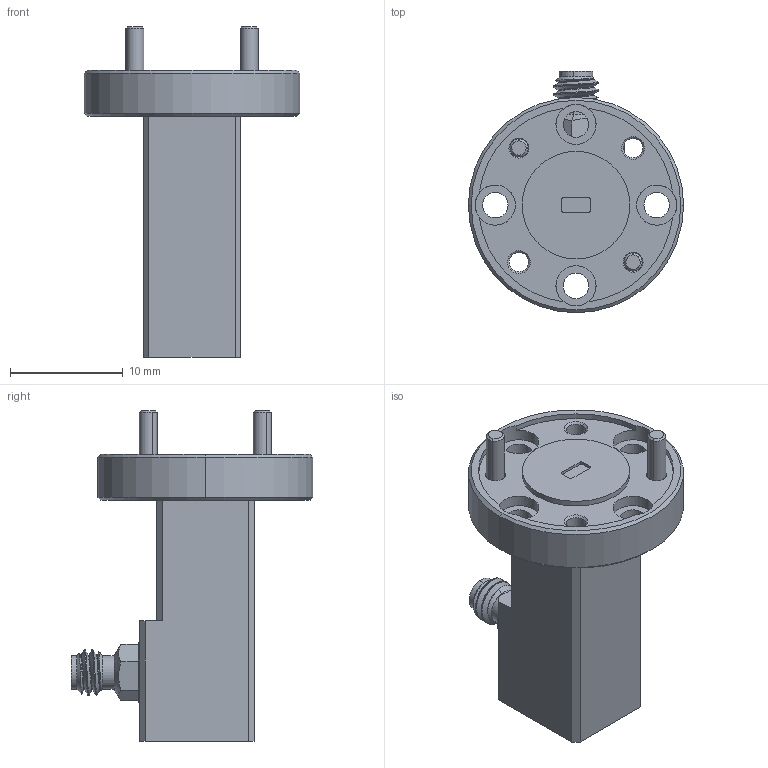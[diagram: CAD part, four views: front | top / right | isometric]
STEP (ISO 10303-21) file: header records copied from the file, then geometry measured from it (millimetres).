
FILE_DESCRIPTION (( 'STEP AP214' ), '1' );
FILE_NAME ('WC-WR-A, Female Defeatured2.STEP', '2022-12-15T01:01:24', ( '' ), ( '' ), 'SwSTEP 2.0', 'SolidWorks 2021', '' );
FILE_SCHEMA (( 'AUTOMOTIVE_DESIGN' ));
Length unit declared in the file: inch
Products named in the file (1): WC-WR-A, Female Defeatured2
Bounding box: 19.05 x 21.41 x 29.27 mm (x, y, z)
Volume: 2770.1 mm3; surface area: 1933.1 mm2
Topology: 3 solids, 3 shells, 155 faces, 387 edges, 248 vertices
Faces by surface type: cylinder 67, plane 46, cone 34, bspline 8
Entity records: 6711 total; most frequent: CARTESIAN_POINT 2963, ORIENTED_EDGE 774, DIRECTION 772, EDGE_CURVE 387, AXIS2_PLACEMENT_3D 300, VERTEX_POINT 248, EDGE_LOOP 181, LINE 172
